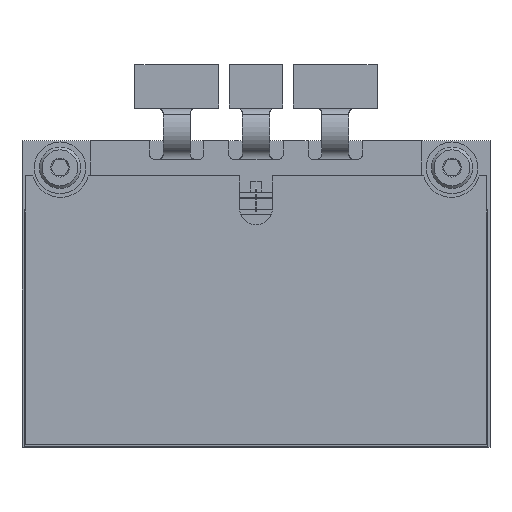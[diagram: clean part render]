
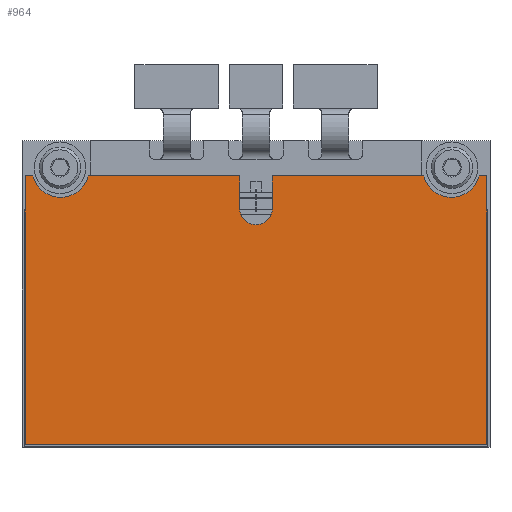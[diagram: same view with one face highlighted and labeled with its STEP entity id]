
A CAD part, top view. The second image highlights one B-rep face of the part: STEP entity #964.
In plain terms, the highlighted planar face has unit normal (0, 0, 1).
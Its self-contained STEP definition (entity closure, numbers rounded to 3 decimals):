
#447=CIRCLE('',#5723,2.625);
#448=CIRCLE('',#5724,1.5);
#449=CIRCLE('',#5725,2.625);
#964=ADVANCED_FACE('',(#1460),#1201,.T.);
#1201=PLANE('',#5726);
#1460=FACE_OUTER_BOUND('',#1730,.T.);
#1730=EDGE_LOOP('',(#2889,#2890,#2891,#2892,#2893,#2894,#2895,#2896,#2897,
#2898,#2899,#2900));
#2889=ORIENTED_EDGE('',*,*,#4190,.F.);
#2890=ORIENTED_EDGE('',*,*,#4186,.T.);
#2891=ORIENTED_EDGE('',*,*,#4191,.F.);
#2892=ORIENTED_EDGE('',*,*,#4192,.F.);
#2893=ORIENTED_EDGE('',*,*,#4193,.F.);
#2894=ORIENTED_EDGE('',*,*,#4168,.T.);
#2895=ORIENTED_EDGE('',*,*,#4194,.F.);
#2896=ORIENTED_EDGE('',*,*,#4174,.T.);
#2897=ORIENTED_EDGE('',*,*,#4180,.T.);
#2898=ORIENTED_EDGE('',*,*,#4183,.T.);
#2899=ORIENTED_EDGE('',*,*,#4185,.T.);
#2900=ORIENTED_EDGE('',*,*,#4172,.T.);
#3531=VERTEX_POINT('',#8658);
#3532=VERTEX_POINT('',#8660);
#3535=VERTEX_POINT('',#8667);
#3536=VERTEX_POINT('',#8669);
#3537=VERTEX_POINT('',#8673);
#3538=VERTEX_POINT('',#8674);
#3542=VERTEX_POINT('',#8684);
#3544=VERTEX_POINT('',#8690);
#3545=VERTEX_POINT('',#8697);
#3546=VERTEX_POINT('',#8698);
#3549=VERTEX_POINT('',#8707);
#3550=VERTEX_POINT('',#8709);
#4168=EDGE_CURVE('',#3532,#3531,#4766,.T.);
#4172=EDGE_CURVE('',#3536,#3535,#4770,.T.);
#4174=EDGE_CURVE('',#3537,#3538,#4772,.T.);
#4180=EDGE_CURVE('',#3538,#3542,#4778,.T.);
#4183=EDGE_CURVE('',#3542,#3544,#4781,.T.);
#4185=EDGE_CURVE('',#3544,#3536,#4783,.T.);
#4186=EDGE_CURVE('',#3545,#3546,#4784,.T.);
#4190=EDGE_CURVE('',#3545,#3535,#447,.T.);
#4191=EDGE_CURVE('',#3549,#3546,#4788,.T.);
#4192=EDGE_CURVE('',#3550,#3549,#448,.T.);
#4193=EDGE_CURVE('',#3532,#3550,#4789,.T.);
#4194=EDGE_CURVE('',#3537,#3531,#449,.T.);
#4766=LINE('',#8659,#5325);
#4770=LINE('',#8668,#5329);
#4772=LINE('',#8672,#5331);
#4778=LINE('',#8685,#5337);
#4781=LINE('',#8691,#5340);
#4783=LINE('',#8694,#5342);
#4784=LINE('',#8696,#5343);
#4788=LINE('',#8706,#5347);
#4789=LINE('',#8710,#5348);
#5325=VECTOR('',#6833,1.);
#5329=VECTOR('',#6839,1.);
#5331=VECTOR('',#6843,1.);
#5337=VECTOR('',#6851,1.);
#5340=VECTOR('',#6856,1.);
#5342=VECTOR('',#6860,1.);
#5343=VECTOR('',#6863,1.);
#5347=VECTOR('',#6871,1.);
#5348=VECTOR('',#6874,1.);
#5723=AXIS2_PLACEMENT_3D('',#8705,#6869,#6870);
#5724=AXIS2_PLACEMENT_3D('',#8708,#6872,#6873);
#5725=AXIS2_PLACEMENT_3D('',#8711,#6875,#6876);
#5726=AXIS2_PLACEMENT_3D('',#8712,#6877,#6878);
#6833=DIRECTION('',(-1.,0.,0.));
#6839=DIRECTION('',(-1.,0.,0.));
#6843=DIRECTION('',(-1.,0.,0.));
#6851=DIRECTION('',(0.,-1.,0.));
#6856=DIRECTION('',(1.,0.,0.));
#6860=DIRECTION('',(0.,1.,0.));
#6863=DIRECTION('',(-1.,0.,0.));
#6869=DIRECTION('',(0.,0.,1.));
#6870=DIRECTION('',(1.,0.,0.));
#6871=DIRECTION('',(0.,1.,0.));
#6872=DIRECTION('',(0.,0.,1.));
#6873=DIRECTION('',(1.,0.,0.));
#6874=DIRECTION('',(0.,-1.,0.));
#6875=DIRECTION('',(0.,0.,1.));
#6876=DIRECTION('',(1.,0.,0.));
#6877=DIRECTION('',(0.,0.,1.));
#6878=DIRECTION('',(1.,0.,0.));
#8658=CARTESIAN_POINT('',(-15.457,25.,0.508));
#8659=CARTESIAN_POINT('',(21.25,25.,0.508));
#8660=CARTESIAN_POINT('',(-1.5,25.,0.508));
#8667=CARTESIAN_POINT('',(20.543,25.,0.508));
#8668=CARTESIAN_POINT('',(21.25,25.,0.508));
#8669=CARTESIAN_POINT('',(21.25,25.,0.508));
#8672=CARTESIAN_POINT('',(21.25,25.,0.508));
#8673=CARTESIAN_POINT('',(-20.543,25.,0.508));
#8674=CARTESIAN_POINT('',(-21.25,25.,0.508));
#8684=CARTESIAN_POINT('',(-21.25,0.25,0.508));
#8685=CARTESIAN_POINT('',(-21.25,25.,0.508));
#8690=CARTESIAN_POINT('',(21.25,0.25,0.508));
#8691=CARTESIAN_POINT('',(-21.25,0.25,0.508));
#8694=CARTESIAN_POINT('',(21.25,0.25,0.508));
#8696=CARTESIAN_POINT('',(21.25,25.,0.508));
#8697=CARTESIAN_POINT('',(15.457,25.,0.508));
#8698=CARTESIAN_POINT('',(1.5,25.,0.508));
#8705=CARTESIAN_POINT('',(18.,25.65,0.508));
#8706=CARTESIAN_POINT('',(1.5,22.,0.508));
#8707=CARTESIAN_POINT('',(1.5,22.,0.508));
#8708=CARTESIAN_POINT('',(0.,22.,0.508));
#8709=CARTESIAN_POINT('',(-1.5,22.,0.508));
#8710=CARTESIAN_POINT('',(-1.5,32.5,0.508));
#8711=CARTESIAN_POINT('',(-18.,25.65,0.508));
#8712=CARTESIAN_POINT('',(0.,0.,0.508));
